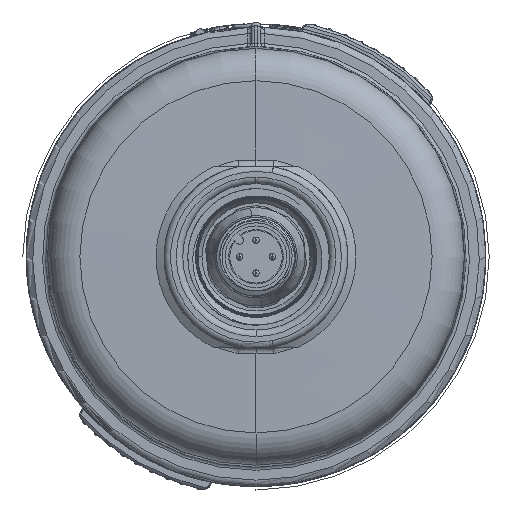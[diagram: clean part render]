
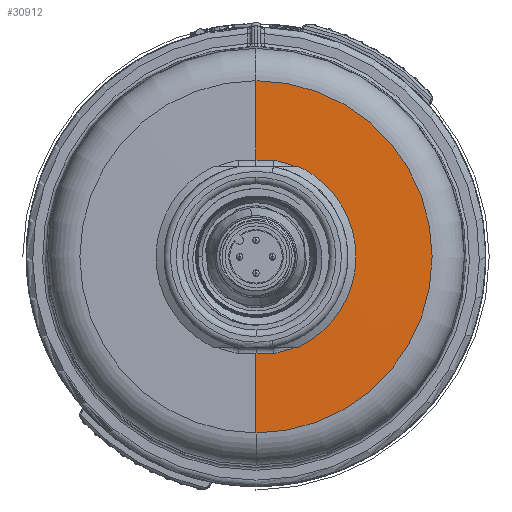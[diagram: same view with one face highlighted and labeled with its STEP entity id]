
A CAD part, front view. The second image highlights one B-rep face of the part: STEP entity #30912.
In plain terms, the highlighted conical face has half-angle 89 degrees and reference radius 20.773 mm.
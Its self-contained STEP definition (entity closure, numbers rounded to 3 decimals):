
#5987=CARTESIAN_POINT('',(0.,32.291,0.));
#5988=DIRECTION('',(0.,-1.,0.));
#5989=DIRECTION('',(0.182,0.,-0.983));
#5990=AXIS2_PLACEMENT_3D('',#5987,#5988,#5989);
#6038=CARTESIAN_POINT('',(2.724,32.291,-14.733));
#6039=CARTESIAN_POINT('',(2.327,32.292,-14.733));
#6040=CARTESIAN_POINT('',(1.481,32.294,-14.733));
#6041=CARTESIAN_POINT('',(0.515,32.295,
-14.733));
#6042=CARTESIAN_POINT('',(0.,32.295,
-14.733));
#6044=DIRECTION('',(0.,-0.017,-1.));
#6045=VECTOR('',#6044,12.083);
#6046=CARTESIAN_POINT('',(0.,32.295,
-14.733));
#6047=LINE('',#6046,#6045);
#6048=CARTESIAN_POINT('',(0.,32.084,0.));
#6049=DIRECTION('',(0.,-1.,0.));
#6050=DIRECTION('',(0.,0.,-1.));
#6051=AXIS2_PLACEMENT_3D('',#6048,#6049,#6050);
#6053=DIRECTION('',(0.,-0.017,1.));
#6054=VECTOR('',#6053,12.083);
#6055=CARTESIAN_POINT('',(0.,32.295,
14.733));
#6056=LINE('',#6055,#6054);
#6057=CARTESIAN_POINT('',(0.,32.295,
14.733));
#6058=CARTESIAN_POINT('',(0.295,32.295,14.733));
#6059=CARTESIAN_POINT('',(0.888,32.295,14.733));
#6060=CARTESIAN_POINT('',(1.788,32.293,14.733));
#6061=CARTESIAN_POINT('',(2.408,32.292,14.733));
#6062=CARTESIAN_POINT('',(2.724,32.291,14.733));
#9345=CARTESIAN_POINT('',(0.,32.084,26.814));
#9346=CARTESIAN_POINT('',(0.,32.084,-26.814));
#9347=VERTEX_POINT('',#9345);
#9348=VERTEX_POINT('',#9346);
#9960=VERTEX_POINT('',#6057);
#9961=VERTEX_POINT('',#6062);
#9965=VERTEX_POINT('',#6038);
#9966=VERTEX_POINT('',#6042);
#30898=CARTESIAN_POINT('',(0.,32.19,0.));
#30899=DIRECTION('',(0.,-1.,0.));
#30900=DIRECTION('',(0.,0.,1.));
#30901=AXIS2_PLACEMENT_3D('',#30898,#30899,#30900);
#30902=CONICAL_SURFACE('',#30901,20.773,89.);
#30903=ORIENTED_EDGE('',*,*,#30729,.F.);
#30904=ORIENTED_EDGE('',*,*,#30764,.T.);
#30905=ORIENTED_EDGE('',*,*,#30819,.T.);
#30907=ORIENTED_EDGE('',*,*,#30906,.T.);
#30908=ORIENTED_EDGE('',*,*,#30815,.F.);
#30909=ORIENTED_EDGE('',*,*,#30890,.T.);
#30910=EDGE_LOOP('',(#30903,#30904,#30905,#30907,#30908,#30909));
#30911=FACE_OUTER_BOUND('',#30910,.F.);
#30912=ADVANCED_FACE('',(#30911),#30902,.T.);
#5991=CIRCLE('',#5990,14.983);
#6043=B_SPLINE_CURVE_WITH_KNOTS('',3,(#6038,#6039,#6040,#6041,#6042),
.UNSPECIFIED.,.F.,.F.,(4,1,4),(0.,0.5,1.),.UNSPECIFIED.);
#6052=CIRCLE('',#6051,26.814);
#6063=B_SPLINE_CURVE_WITH_KNOTS('',3,(#6057,#6058,#6059,#6060,#6061,#6062),
.UNSPECIFIED.,.F.,.F.,(4,1,1,4),(0.,0.333,0.667,1.),
.UNSPECIFIED.);
#30729=EDGE_CURVE('',#9965,#9961,#5991,.T.);
#30764=EDGE_CURVE('',#9965,#9966,#6043,.T.);
#30815=EDGE_CURVE('',#9960,#9347,#6056,.T.);
#30819=EDGE_CURVE('',#9966,#9348,#6047,.T.);
#30890=EDGE_CURVE('',#9960,#9961,#6063,.T.);
#30906=EDGE_CURVE('',#9348,#9347,#6052,.T.);
